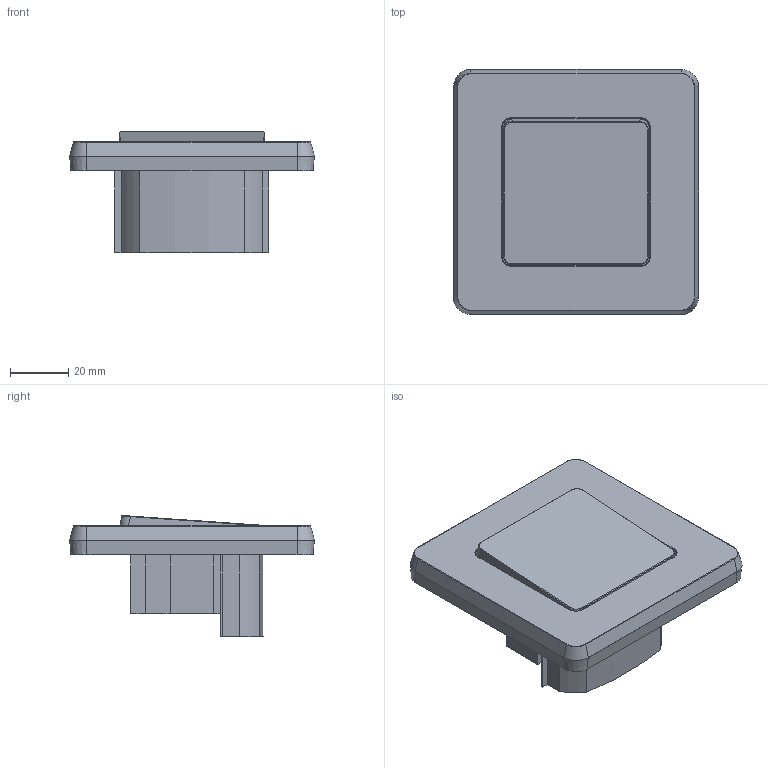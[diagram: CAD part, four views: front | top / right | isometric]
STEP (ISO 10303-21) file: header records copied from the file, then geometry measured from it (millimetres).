
FILE_DESCRIPTION (( 'STEP AP203' ), '1' );
FILE_NAME ('Ïåðåêëþ÷àòåëü 1 êë IP44.STEP', '2025-05-27T10:54:48', ( '' ), ( '' ), 'SwSTEP 2.0', 'SolidWorks 2022', '' );
FILE_SCHEMA (( 'CONFIG_CONTROL_DESIGN' ));
Length unit declared in the file: millimetre
Products named in the file (1): Переключатель 1 кл IP44
Bounding box: 84 x 84 x 41.5 mm (x, y, z)
Volume: 107576 mm3; surface area: 25376.2 mm2
Topology: 5 solids, 5 shells, 131 faces, 316 edges, 199 vertices
Faces by surface type: plane 63, cylinder 30, bspline 26, cone 8, torus 4
Entity records: 5826 total; most frequent: CARTESIAN_POINT 3424, ORIENTED_EDGE 632, B_SPLINE_CURVE_WITH_KNOTS 316, EDGE_CURVE 316, DIRECTION 212, VERTEX_POINT 199, EDGE_LOOP 135, ADVANCED_FACE 131
